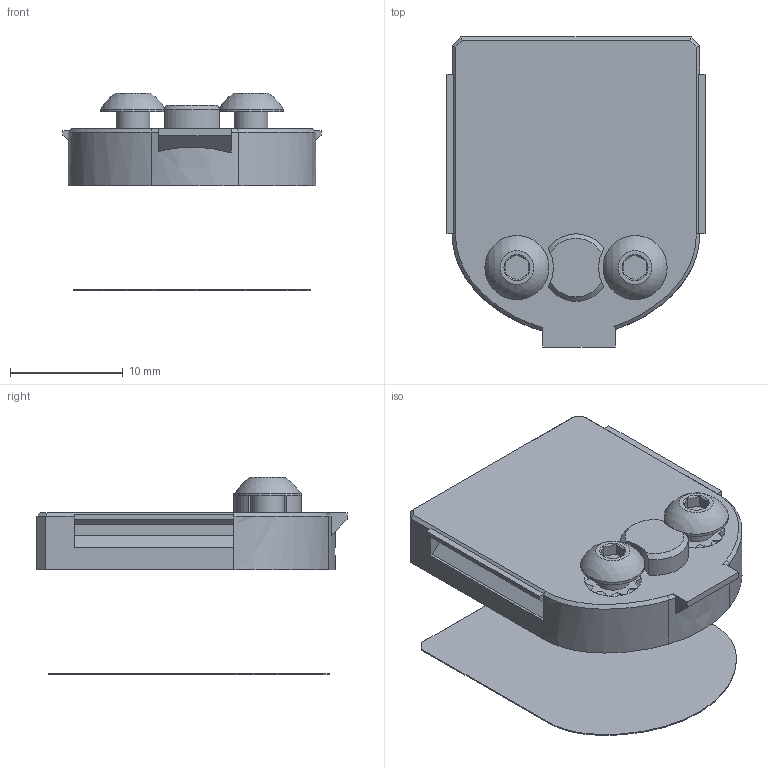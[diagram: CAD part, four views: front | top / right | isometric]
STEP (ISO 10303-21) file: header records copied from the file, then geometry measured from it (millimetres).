
FILE_DESCRIPTION(/* description */ (''),/* implementation_level */ '2;1');
FILE_NAME(/* name */ 'Provok3d ADXL Bed Mount.step',/* time_stamp */ '2023-11-30T16:28:57Z',/* author */ (''),/* organization */ (''),/* preprocessor_version */ 'ST-DEVELOPER v19.2',/* originating_system */ 'Autodesk Translation Framework v12.6.0.85',/* authorisation */ '');
FILE_SCHEMA (('AUTOMOTIVE_DESIGN { 1 0 10303 214 3 1 1 }'));
Length unit declared in the file: millimetre
Products named in the file (7): Provok3d ADXL Bed Mount; Thin Transfer Tape; ADXL Mount; INSTRUCTIONS; Hardware; M3 6mm Button Screw; Insert M3 5x4
Assembly tree (8 placements, depth 3):
  Provok3d ADXL Bed Mount
    Thin Transfer Tape
    ADXL Mount
    INSTRUCTIONS
    Hardware
      M3 6mm Button Screw  x2
      Insert M3 5x4  x2
Bounding box: 22.94 x 27.56 x 17.55 mm (x, y, z)
Volume: 2823.7 mm3; surface area: 3275.3 mm2
Topology: 6 solids, 6 shells, 346 faces, 879 edges, 554 vertices
Faces by surface type: plane 118, bspline 93, cylinder 91, cone 42, sphere 2
Full cylindrical faces by diameter (mm): 2.529 x12, 3 x2, 3.086 x14, 4 x4, 4.24 x2, 4.25 x2, 5.7 x2
Entity records: 11473 total; most frequent: CARTESIAN_POINT 6634, ORIENTED_EDGE 1064, DIRECTION 810, EDGE_CURVE 532, VERTEX_POINT 336, AXIS2_PLACEMENT_3D 288, LINE 234, VECTOR 234
